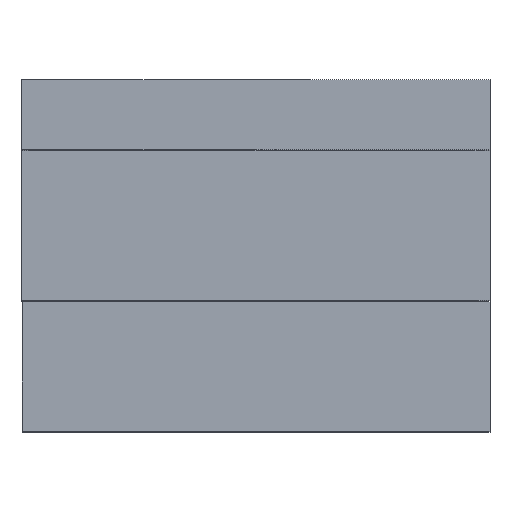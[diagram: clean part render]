
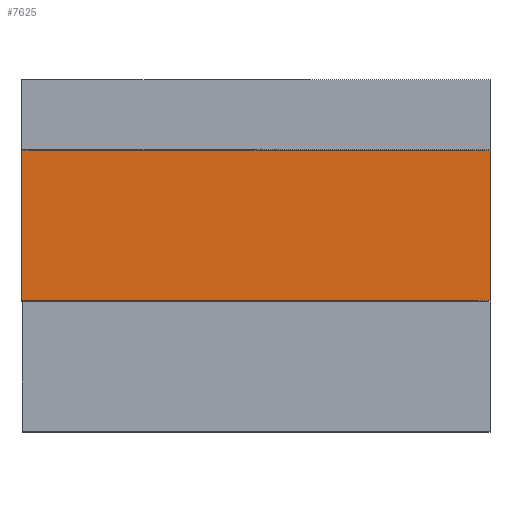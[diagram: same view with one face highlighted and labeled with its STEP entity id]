
A CAD part, top view. The second image highlights one B-rep face of the part: STEP entity #7625.
In plain terms, the highlighted planar face has unit normal (0, 0, 1).
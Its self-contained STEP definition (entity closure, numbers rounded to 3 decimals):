
#514=FACE_OUTER_BOUND('',#924,.T.);
#924=EDGE_LOOP('',(#6330,#6331,#6332,#6333));
#1409=LINE('',#10951,#2393);
#1696=LINE('',#11577,#2680);
#1762=LINE('',#11706,#2746);
#1763=LINE('',#11708,#2747);
#2393=VECTOR('',#8891,10.);
#2680=VECTOR('',#9436,10.);
#2746=VECTOR('',#9568,10.);
#2747=VECTOR('',#9571,10.);
#3290=VERTEX_POINT('',#10948);
#3291=VERTEX_POINT('',#10950);
#3499=VERTEX_POINT('',#11571);
#3501=VERTEX_POINT('',#11575);
#4120=EDGE_CURVE('',#3291,#3290,#1409,.T.);
#4438=EDGE_CURVE('',#3499,#3501,#1696,.T.);
#4504=EDGE_CURVE('',#3501,#3291,#1762,.T.);
#4505=EDGE_CURVE('',#3499,#3290,#1763,.T.);
#6330=ORIENTED_EDGE('',*,*,#4438,.T.);
#6331=ORIENTED_EDGE('',*,*,#4504,.T.);
#6332=ORIENTED_EDGE('',*,*,#4120,.T.);
#6333=ORIENTED_EDGE('',*,*,#4505,.F.);
#7276=PLANE('',#8086);
#7625=ADVANCED_FACE('',(#514),#7276,.T.);
#8086=AXIS2_PLACEMENT_3D('',#11707,#9569,#9570);
#8891=DIRECTION('',(1.,0.,0.));
#9436=DIRECTION('',(-1.,0.,0.));
#9568=DIRECTION('',(0.,-1.,0.));
#9569=DIRECTION('center_axis',(0.,0.,1.));
#9570=DIRECTION('ref_axis',(-1.,0.,0.));
#9571=DIRECTION('',(0.,-1.,0.));
#10948=CARTESIAN_POINT('',(61.977,-43.5,57.808));
#10950=CARTESIAN_POINT('',(-55.323,-43.5,57.808));
#10951=CARTESIAN_POINT('',(32.652,-43.5,57.808));
#11571=CARTESIAN_POINT('',(61.977,-6.,57.808));
#11575=CARTESIAN_POINT('',(-55.323,-6.,57.808));
#11577=CARTESIAN_POINT('',(61.977,-6.,57.808));
#11706=CARTESIAN_POINT('',(-55.323,-6.,57.808));
#11707=CARTESIAN_POINT('Origin',(61.977,-6.,57.808));
#11708=CARTESIAN_POINT('',(61.977,-6.,57.808));
